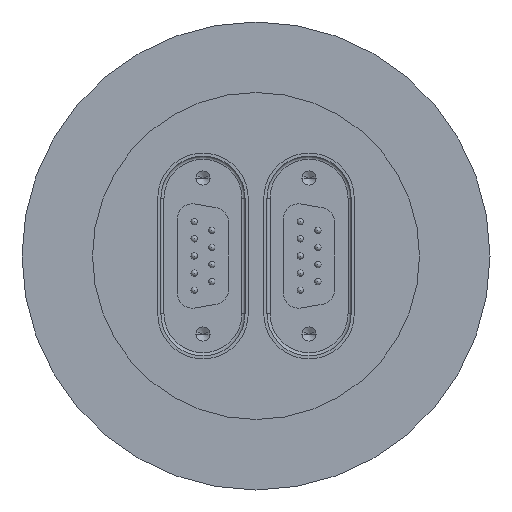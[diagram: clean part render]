
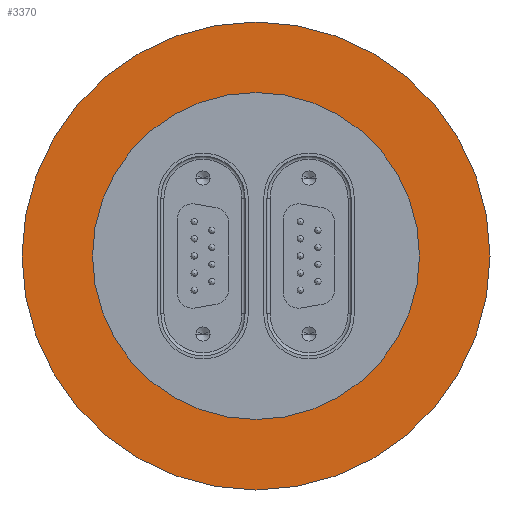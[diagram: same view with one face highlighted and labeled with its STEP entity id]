
A CAD part, left-side view. The second image highlights one B-rep face of the part: STEP entity #3370.
In plain terms, the highlighted planar face has unit normal (-1, 0, 0).
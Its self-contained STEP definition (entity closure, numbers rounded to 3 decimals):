
#2 = FACE_OUTER_BOUND ( 'NONE', #6646, .T. ) ;
#605 = DIRECTION ( 'NONE',  ( -1., 0., 0. ) ) ;
#655 = PLANE ( 'NONE',  #6972 ) ;
#760 = DIRECTION ( 'NONE',  ( -1., 0., 0. ) ) ;
#1557 = DIRECTION ( 'NONE',  ( 0., 0., 1. ) ) ;
#1591 = FACE_BOUND ( 'NONE', #8476, .T. ) ;
#1769 = CARTESIAN_POINT ( 'NONE',  ( 0., 0., 0. ) ) ;
#1828 = CIRCLE ( 'NONE', #2347, 26.2 ) ;
#2199 = ORIENTED_EDGE ( 'NONE', *, *, #9953, .T. ) ;
#2272 = DIRECTION ( 'NONE',  ( -1., 0., 0. ) ) ;
#2347 = AXIS2_PLACEMENT_3D ( 'NONE', #1769, #760, #9157 ) ;
#2709 = CIRCLE ( 'NONE', #9944, 37.5 ) ;
#2836 = DIRECTION ( 'NONE',  ( 0., 0., 1. ) ) ;
#2955 = DIRECTION ( 'NONE',  ( -1., 0., 0. ) ) ;
#3001 = CARTESIAN_POINT ( 'NONE',  ( 0., 0., 0. ) ) ;
#3030 = CIRCLE ( 'NONE', #9201, 37.5 ) ;
#3199 = ORIENTED_EDGE ( 'NONE', *, *, #9019, .F. ) ;
#3370 = ADVANCED_FACE ( 'NONE', ( #1591, #2 ), #655, .F. ) ;
#3528 = VERTEX_POINT ( 'NONE', #6261 ) ;
#3563 = CARTESIAN_POINT ( 'NONE',  ( 0., 0., -37.5 ) ) ;
#4006 = DIRECTION ( 'NONE',  ( 0., 0., -1. ) ) ;
#4188 = CARTESIAN_POINT ( 'NONE',  ( 0., 0., 26.2 ) ) ;
#4374 = ORIENTED_EDGE ( 'NONE', *, *, #7772, .T. ) ;
#4882 = DIRECTION ( 'NONE',  ( 1., 0., 0. ) ) ;
#5408 = ORIENTED_EDGE ( 'NONE', *, *, #6753, .F. ) ;
#5672 = CARTESIAN_POINT ( 'NONE',  ( 0., 0., 0. ) ) ;
#5880 = CARTESIAN_POINT ( 'NONE',  ( 0., 0., -26.2 ) ) ;
#6261 = CARTESIAN_POINT ( 'NONE',  ( 0., 0., 37.5 ) ) ;
#6385 = VERTEX_POINT ( 'NONE', #3563 ) ;
#6502 = DIRECTION ( 'NONE',  ( 0., 0., 1. ) ) ;
#6646 = EDGE_LOOP ( 'NONE', ( #2199, #4374 ) ) ;
#6753 = EDGE_CURVE ( 'NONE', #9728, #10020, #6829, .T. ) ;
#6829 = CIRCLE ( 'NONE', #8240, 26.2 ) ;
#6972 = AXIS2_PLACEMENT_3D ( 'NONE', #10040, #4882, #4006 ) ;
#7772 = EDGE_CURVE ( 'NONE', #6385, #3528, #3030, .T. ) ;
#8164 = CARTESIAN_POINT ( 'NONE',  ( 0., 0., 0. ) ) ;
#8240 = AXIS2_PLACEMENT_3D ( 'NONE', #3001, #2955, #2836 ) ;
#8476 = EDGE_LOOP ( 'NONE', ( #5408, #3199 ) ) ;
#9019 = EDGE_CURVE ( 'NONE', #10020, #9728, #1828, .T. ) ;
#9157 = DIRECTION ( 'NONE',  ( 0., 0., 1. ) ) ;
#9201 = AXIS2_PLACEMENT_3D ( 'NONE', #5672, #2272, #1557 ) ;
#9728 = VERTEX_POINT ( 'NONE', #4188 ) ;
#9944 = AXIS2_PLACEMENT_3D ( 'NONE', #8164, #605, #6502 ) ;
#9953 = EDGE_CURVE ( 'NONE', #3528, #6385, #2709, .T. ) ;
#10020 = VERTEX_POINT ( 'NONE', #5880 ) ;
#10040 = CARTESIAN_POINT ( 'NONE',  ( 0., 0., -37.5 ) ) ;
